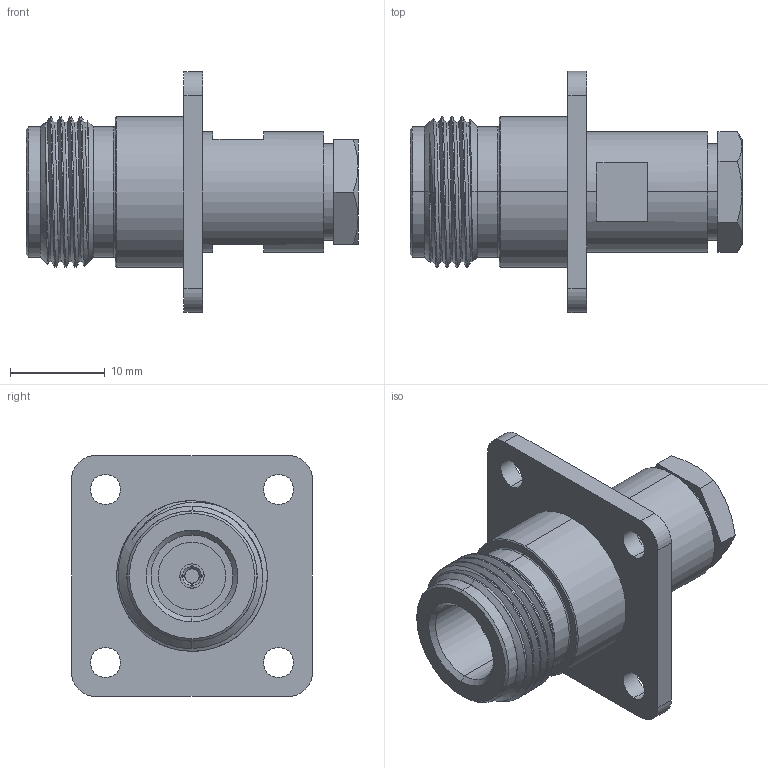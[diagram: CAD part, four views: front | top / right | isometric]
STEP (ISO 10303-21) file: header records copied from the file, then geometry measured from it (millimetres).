
FILE_DESCRIPTION (( 'STEP AP214' ), '1' );
FILE_NAME ('FMCN5244_3D.step', '2024-07-31T22:55:11', ( '' ), ( '' ), 'SwSTEP 2.0', 'SolidWorks 2022', '' );
FILE_SCHEMA (( 'AUTOMOTIVE_DESIGN' ));
Length unit declared in the file: inch
Products named in the file (1): FMCN5244_3D
Bounding box: 35 x 25.4 x 25.4 mm (x, y, z)
Volume: 5429.9 mm3; surface area: 3587.7 mm2
Topology: 1 solids, 1 shells, 119 faces, 297 edges, 191 vertices
Faces by surface type: cylinder 50, plane 41, cone 23, bspline 3, torus 2
Entity records: 5592 total; most frequent: CARTESIAN_POINT 2802, ORIENTED_EDGE 594, DIRECTION 552, EDGE_CURVE 297, AXIS2_PLACEMENT_3D 222, VERTEX_POINT 191, EDGE_LOOP 138, FACE_OUTER_BOUND 119
